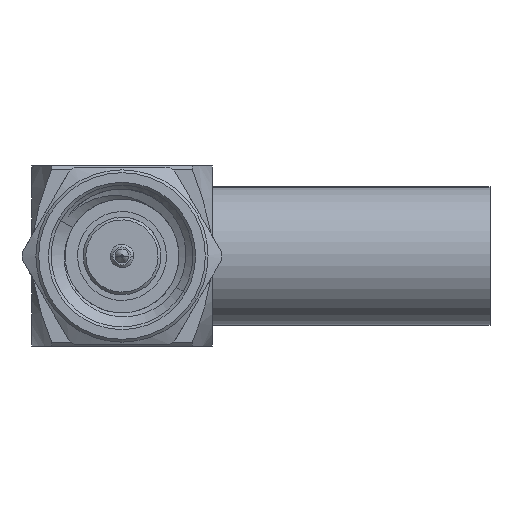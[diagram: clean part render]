
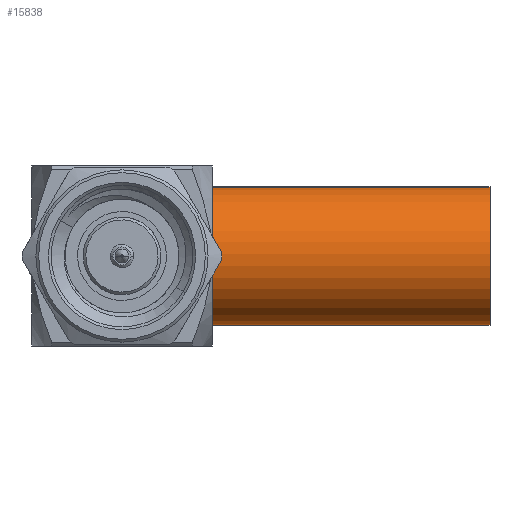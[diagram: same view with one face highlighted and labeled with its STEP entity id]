
A CAD part, front view. The second image highlights one B-rep face of the part: STEP entity #15838.
In plain terms, the highlighted cylindrical face has radius 2.5 mm (diameter 5 mm), a partial arc.
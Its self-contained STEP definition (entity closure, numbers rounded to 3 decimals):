
#116 = EDGE_LOOP ( 'NONE', ( #647, #2839, #13675, #211 ) ) ;
#186 = DIRECTION ( 'NONE',  ( -1., 0., 0. ) ) ;
#211 = ORIENTED_EDGE ( 'NONE', *, *, #6977, .T. ) ;
#647 = ORIENTED_EDGE ( 'NONE', *, *, #13694, .F. ) ;
#697 = AXIS2_PLACEMENT_3D ( 'NONE', #8667, #15116, #7261 ) ;
#1289 = DIRECTION ( 'NONE',  ( 1., 0., 0. ) ) ;
#1416 = VECTOR ( 'NONE', #186, 1000. ) ;
#1580 = VERTEX_POINT ( 'NONE', #5396 ) ;
#1952 = CYLINDRICAL_SURFACE ( 'NONE', #13217, 2.5 ) ;
#2839 = ORIENTED_EDGE ( 'NONE', *, *, #9368, .F. ) ;
#3215 = CARTESIAN_POINT ( 'NONE',  ( 16.5, -0.368, 2.473 ) ) ;
#4030 = EDGE_CURVE ( 'NONE', #11138, #1580, #5614, .T. ) ;
#4905 = VERTEX_POINT ( 'NONE', #13923 ) ;
#4924 = DIRECTION ( 'NONE',  ( -1., 0., 0. ) ) ;
#5005 = VERTEX_POINT ( 'NONE', #6886 ) ;
#5254 = CARTESIAN_POINT ( 'NONE',  ( 16.5, 0., 0. ) ) ;
#5396 = CARTESIAN_POINT ( 'NONE',  ( 6.5, -0.368, 2.473 ) ) ;
#5614 = LINE ( 'NONE', #3215, #1416 ) ;
#6410 = VECTOR ( 'NONE', #4924, 1000. ) ;
#6886 = CARTESIAN_POINT ( 'NONE',  ( 16.5, 0.368, -2.473 ) ) ;
#6977 = EDGE_CURVE ( 'NONE', #1580, #4905, #7816, .T. ) ;
#6988 = DIRECTION ( 'NONE',  ( 0., -0.147, 0.989 ) ) ;
#7261 = DIRECTION ( 'NONE',  ( 0., 0., 1. ) ) ;
#7473 = LINE ( 'NONE', #11025, #6410 ) ;
#7645 = DIRECTION ( 'NONE',  ( 0., 0.147, -0.989 ) ) ;
#7816 = CIRCLE ( 'NONE', #697, 2.5 ) ;
#8224 = FACE_OUTER_BOUND ( 'NONE', #116, .T. ) ;
#8667 = CARTESIAN_POINT ( 'NONE',  ( 6.5, 0., 0. ) ) ;
#9311 = DIRECTION ( 'NONE',  ( -1., 0., 0. ) ) ;
#9368 = EDGE_CURVE ( 'NONE', #11138, #5005, #10803, .T. ) ;
#10564 = CARTESIAN_POINT ( 'NONE',  ( 16.5, -0.368, 2.473 ) ) ;
#10803 = CIRCLE ( 'NONE', #12130, 2.5 ) ;
#11025 = CARTESIAN_POINT ( 'NONE',  ( 16.5, 0.368, -2.473 ) ) ;
#11138 = VERTEX_POINT ( 'NONE', #10564 ) ;
#12108 = CARTESIAN_POINT ( 'NONE',  ( 16.5, 0., 0. ) ) ;
#12130 = AXIS2_PLACEMENT_3D ( 'NONE', #5254, #1289, #7645 ) ;
#13217 = AXIS2_PLACEMENT_3D ( 'NONE', #12108, #9311, #6988 ) ;
#13675 = ORIENTED_EDGE ( 'NONE', *, *, #4030, .T. ) ;
#13694 = EDGE_CURVE ( 'NONE', #5005, #4905, #7473, .T. ) ;
#13923 = CARTESIAN_POINT ( 'NONE',  ( 6.5, 0.368, -2.473 ) ) ;
#15116 = DIRECTION ( 'NONE',  ( 1., 0., 0. ) ) ;
#15838 = ADVANCED_FACE ( 'NONE', ( #8224 ), #1952, .T. ) ;
